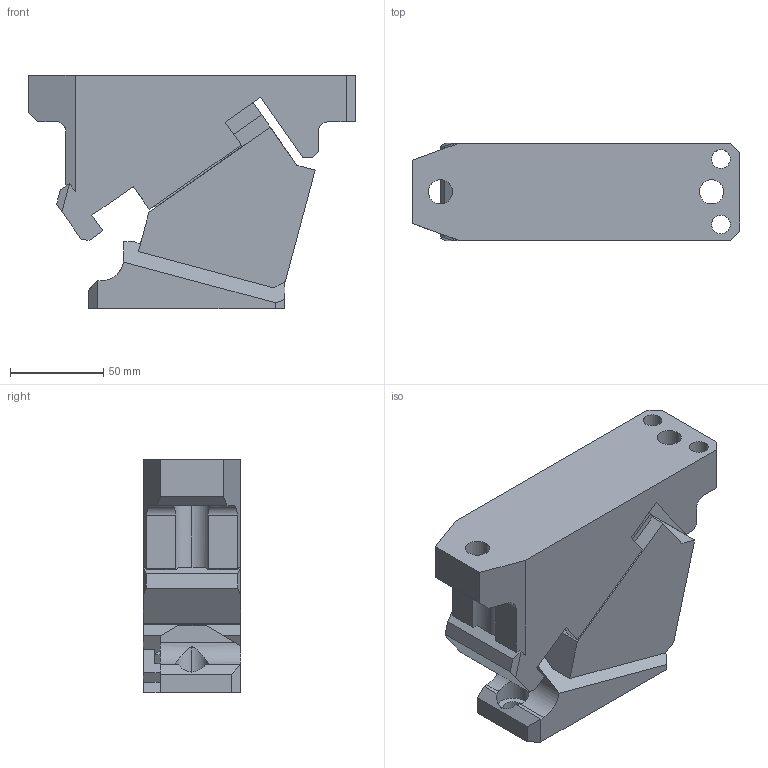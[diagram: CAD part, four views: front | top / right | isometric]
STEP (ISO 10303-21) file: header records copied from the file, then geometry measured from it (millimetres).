
FILE_DESCRIPTION(('CATIA V5 STEP Exchange'),'2;1');
FILE_NAME('CACS_52_15.stp','2015-04-21T07:11:04+00:00',('none'),('none'),'CATIA Version 5 Release 19 SP 2 (IN-10)','CATIA V5 STEP AP203','none');
FILE_SCHEMA(('CONFIG_CONTROL_DESIGN'));
Length unit declared in the file: millimetre
Products named in the file (1): CACS_52_15
Bounding box: 175 x 52 x 125 mm (x, y, z)
Volume: 696355.7 mm3; surface area: 102440.3 mm2
Topology: 3 solids, 3 shells, 175 faces, 504 edges, 338 vertices
Faces by surface type: plane 120, cylinder 39, bspline 16
Entity records: 6457 total; most frequent: CARTESIAN_POINT 2115, ORIENTED_EDGE 1008, DIRECTION 678, EDGE_CURVE 504, VERTEX_POINT 338, VECTOR 328, LINE 328, AXIS2_PLACEMENT_3D 203
